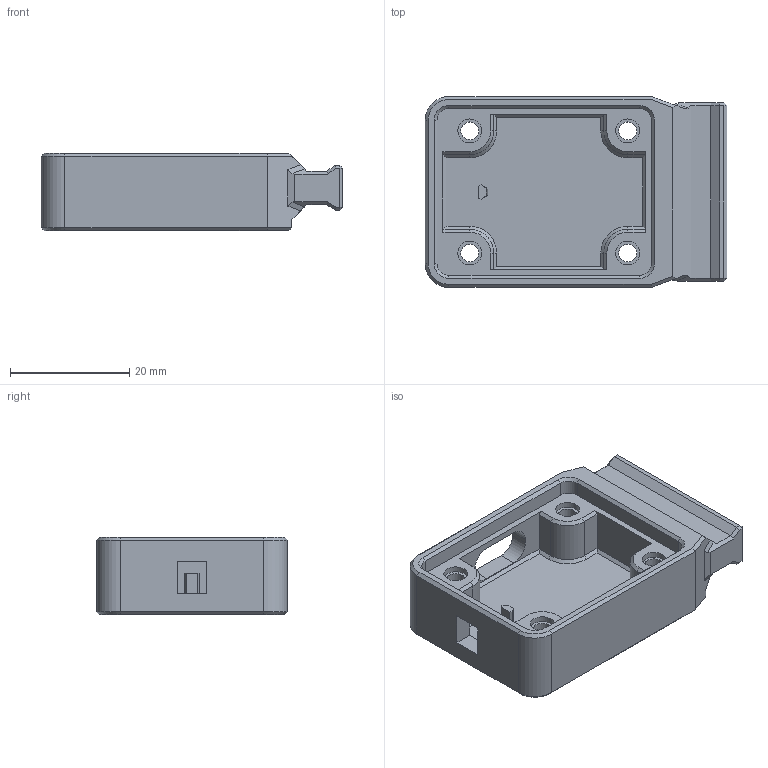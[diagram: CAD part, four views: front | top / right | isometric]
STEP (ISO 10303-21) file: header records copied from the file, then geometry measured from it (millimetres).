
FILE_DESCRIPTION(/* description */ ('STEP AP242','CAx-IF Rec.Pracs.---Representation and Presentation of Product Manufacturing Information (PMI)---4.0---2014-10-13','CAx-IF Rec.Pracs.---3D Tessellated Geometry---0.4---2014-09-14','2;1'),/* implementation_level */ '2;1');
FILE_NAME(/* name */ '669e800424d7b648bc7eca79',/* time_stamp */ '2024-07-22T15:51:34Z',/* author */ (''),/* organization */ (''),/* preprocessor_version */ 'ST-DEVELOPER v20',/* originating_system */ ' ',/* authorisation */ ' ');
FILE_SCHEMA (('AP242_MANAGED_MODEL_BASED_3D_ENGINEERING_MIM_LF { 1 0 10303 442 1 1 4 }'));
Length unit declared in the file: metre
Products named in the file (1): Joystick Case
Bounding box: 50.65 x 32 x 13 mm (x, y, z)
Volume: 9922.1 mm3; surface area: 6553 mm2
Topology: 1 solids, 1 shells, 156 faces, 379 edges, 232 vertices
Faces by surface type: plane 118, cylinder 22, cone 16
Full cylindrical faces by diameter (mm): 3 x4, 4 x4
Entity records: 4417 total; most frequent: CARTESIAN_POINT 752, DIRECTION 741, ORIENTED_EDGE 734, EDGE_CURVE 367, LINE 307, VECTOR 307, VERTEX_POINT 228, AXIS2_PLACEMENT_3D 217
